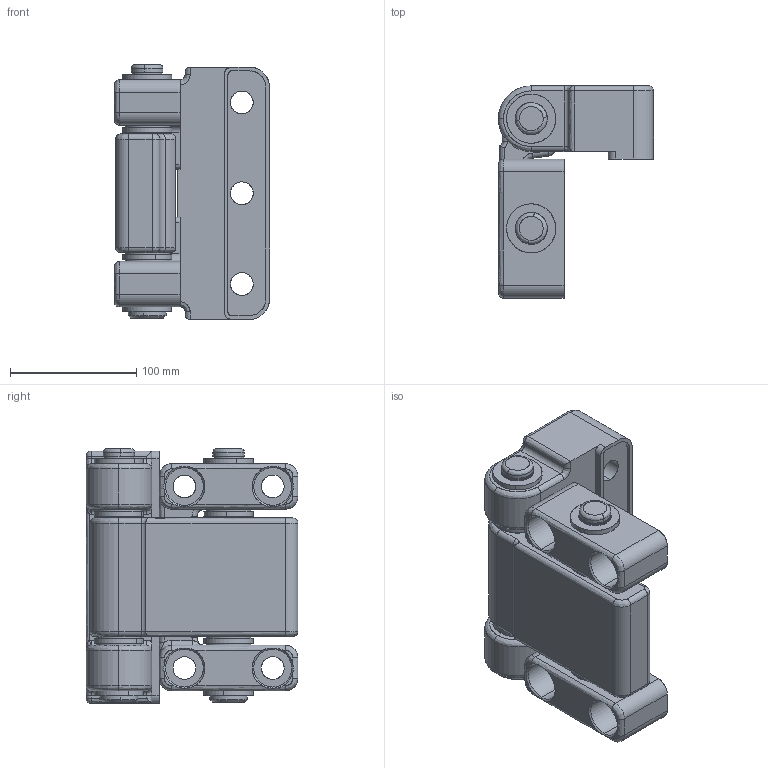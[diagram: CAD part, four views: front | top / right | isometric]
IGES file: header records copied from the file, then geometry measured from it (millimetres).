
Start section: SolidWorks IGES file using analytic representation for surfaces
Global section: file name: A-1736-A-1_.IGS,15; native system: HSolidWorks 2011; preprocessor: SolidWorks 2011; author: sw14; date: 110512.113555; units: millimetre
Bounding box: 123 x 168 x 202 mm (x, y, z)
Surface area: 317881.9 mm2 (no closed solid volume)
Topology: 0 solids, 0 shells, 477 faces, 9914 edges, 9906 vertices
Faces by surface type: revolution 279, bspline 198
